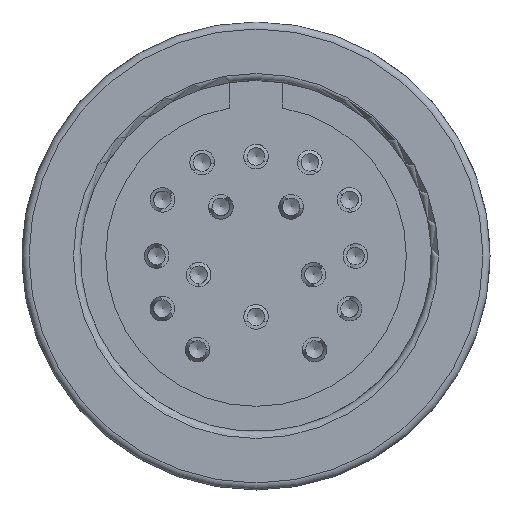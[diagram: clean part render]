
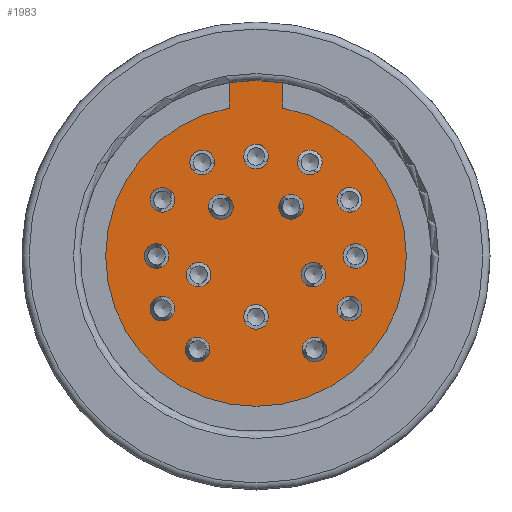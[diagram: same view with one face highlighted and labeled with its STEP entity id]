
A CAD part, left-side view. The second image highlights one B-rep face of the part: STEP entity #1983.
In plain terms, the highlighted planar face has unit normal (-1, 0, 0).
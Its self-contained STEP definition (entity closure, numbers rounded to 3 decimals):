
#296=PLANE('',#2678);
#445=EDGE_LOOP('',(#943));
#446=EDGE_LOOP('',(#944));
#447=EDGE_LOOP('',(#945));
#448=EDGE_LOOP('',(#946));
#449=EDGE_LOOP('',(#947));
#450=EDGE_LOOP('',(#948));
#451=EDGE_LOOP('',(#949));
#452=EDGE_LOOP('',(#950));
#453=EDGE_LOOP('',(#951));
#454=EDGE_LOOP('',(#952));
#455=EDGE_LOOP('',(#953));
#456=EDGE_LOOP('',(#954));
#457=EDGE_LOOP('',(#955));
#458=EDGE_LOOP('',(#956));
#459=EDGE_LOOP('',(#957));
#460=EDGE_LOOP('',(#958));
#461=EDGE_LOOP('',(#959,#960,#961,#962));
#720=CIRCLE('',#2660,0.525);
#721=CIRCLE('',#2661,0.525);
#722=CIRCLE('',#2662,0.525);
#723=CIRCLE('',#2663,0.525);
#724=CIRCLE('',#2664,0.525);
#725=CIRCLE('',#2665,0.525);
#726=CIRCLE('',#2666,0.525);
#727=CIRCLE('',#2667,0.525);
#728=CIRCLE('',#2668,0.525);
#729=CIRCLE('',#2669,0.525);
#730=CIRCLE('',#2670,0.525);
#731=CIRCLE('',#2671,0.525);
#732=CIRCLE('',#2672,0.525);
#733=CIRCLE('',#2673,0.525);
#734=CIRCLE('',#2674,0.525);
#735=CIRCLE('',#2675,0.525);
#736=CIRCLE('',#2676,7.5);
#737=CIRCLE('',#2677,6.425);
#943=ORIENTED_EDGE('',*,*,#1509,.F.);
#944=ORIENTED_EDGE('',*,*,#1510,.F.);
#945=ORIENTED_EDGE('',*,*,#1511,.F.);
#946=ORIENTED_EDGE('',*,*,#1512,.F.);
#947=ORIENTED_EDGE('',*,*,#1513,.F.);
#948=ORIENTED_EDGE('',*,*,#1514,.F.);
#949=ORIENTED_EDGE('',*,*,#1515,.F.);
#950=ORIENTED_EDGE('',*,*,#1516,.F.);
#951=ORIENTED_EDGE('',*,*,#1517,.F.);
#952=ORIENTED_EDGE('',*,*,#1518,.F.);
#953=ORIENTED_EDGE('',*,*,#1519,.F.);
#954=ORIENTED_EDGE('',*,*,#1520,.F.);
#955=ORIENTED_EDGE('',*,*,#1521,.F.);
#956=ORIENTED_EDGE('',*,*,#1522,.F.);
#957=ORIENTED_EDGE('',*,*,#1523,.F.);
#958=ORIENTED_EDGE('',*,*,#1524,.F.);
#959=ORIENTED_EDGE('',*,*,#1525,.F.);
#960=ORIENTED_EDGE('',*,*,#1526,.F.);
#961=ORIENTED_EDGE('',*,*,#1527,.F.);
#962=ORIENTED_EDGE('',*,*,#1528,.F.);
#1509=EDGE_CURVE('',#2407,#2407,#720,.T.);
#1510=EDGE_CURVE('',#2408,#2408,#721,.T.);
#1511=EDGE_CURVE('',#2409,#2409,#722,.T.);
#1512=EDGE_CURVE('',#2410,#2410,#723,.T.);
#1513=EDGE_CURVE('',#2411,#2411,#724,.T.);
#1514=EDGE_CURVE('',#2412,#2412,#725,.T.);
#1515=EDGE_CURVE('',#2413,#2413,#726,.T.);
#1516=EDGE_CURVE('',#2414,#2414,#727,.T.);
#1517=EDGE_CURVE('',#2415,#2415,#728,.T.);
#1518=EDGE_CURVE('',#2416,#2416,#729,.T.);
#1519=EDGE_CURVE('',#2417,#2417,#730,.T.);
#1520=EDGE_CURVE('',#2418,#2418,#731,.T.);
#1521=EDGE_CURVE('',#2419,#2419,#732,.T.);
#1522=EDGE_CURVE('',#2420,#2420,#733,.T.);
#1523=EDGE_CURVE('',#2421,#2421,#734,.T.);
#1524=EDGE_CURVE('',#2422,#2422,#735,.T.);
#1525=EDGE_CURVE('',#2423,#2424,#1788,.T.);
#1526=EDGE_CURVE('',#2425,#2423,#736,.T.);
#1527=EDGE_CURVE('',#2426,#2425,#1789,.T.);
#1528=EDGE_CURVE('',#2424,#2426,#737,.T.);
#1788=LINE('',#3913,#1870);
#1789=LINE('',#3918,#1871);
#1870=VECTOR('',#3081,1.);
#1871=VECTOR('',#3084,1.);
#1983=ADVANCED_FACE('',(#2163,#2164,#2165,#2166,#2167,#2168,#2169,#2170,
#2171,#2172,#2173,#2174,#2175,#2176,#2177,#2178,#2179),#296,.T.);
#2163=FACE_BOUND('',#445,.T.);
#2164=FACE_BOUND('',#446,.T.);
#2165=FACE_BOUND('',#447,.T.);
#2166=FACE_BOUND('',#448,.T.);
#2167=FACE_BOUND('',#449,.T.);
#2168=FACE_BOUND('',#450,.T.);
#2169=FACE_BOUND('',#451,.T.);
#2170=FACE_BOUND('',#452,.T.);
#2171=FACE_BOUND('',#453,.T.);
#2172=FACE_BOUND('',#454,.T.);
#2173=FACE_BOUND('',#455,.T.);
#2174=FACE_BOUND('',#456,.T.);
#2175=FACE_BOUND('',#457,.T.);
#2176=FACE_BOUND('',#458,.T.);
#2177=FACE_BOUND('',#459,.T.);
#2178=FACE_BOUND('',#460,.T.);
#2179=FACE_BOUND('',#461,.T.);
#2407=VERTEX_POINT('',#3882);
#2408=VERTEX_POINT('',#3884);
#2409=VERTEX_POINT('',#3886);
#2410=VERTEX_POINT('',#3888);
#2411=VERTEX_POINT('',#3890);
#2412=VERTEX_POINT('',#3892);
#2413=VERTEX_POINT('',#3894);
#2414=VERTEX_POINT('',#3896);
#2415=VERTEX_POINT('',#3898);
#2416=VERTEX_POINT('',#3900);
#2417=VERTEX_POINT('',#3902);
#2418=VERTEX_POINT('',#3904);
#2419=VERTEX_POINT('',#3906);
#2420=VERTEX_POINT('',#3908);
#2421=VERTEX_POINT('',#3910);
#2422=VERTEX_POINT('',#3912);
#2423=VERTEX_POINT('',#3914);
#2424=VERTEX_POINT('',#3915);
#2425=VERTEX_POINT('',#3917);
#2426=VERTEX_POINT('',#3919);
#2660=AXIS2_PLACEMENT_3D('',#3881,#3049,#3050);
#2661=AXIS2_PLACEMENT_3D('',#3883,#3051,#3052);
#2662=AXIS2_PLACEMENT_3D('',#3885,#3053,#3054);
#2663=AXIS2_PLACEMENT_3D('',#3887,#3055,#3056);
#2664=AXIS2_PLACEMENT_3D('',#3889,#3057,#3058);
#2665=AXIS2_PLACEMENT_3D('',#3891,#3059,#3060);
#2666=AXIS2_PLACEMENT_3D('',#3893,#3061,#3062);
#2667=AXIS2_PLACEMENT_3D('',#3895,#3063,#3064);
#2668=AXIS2_PLACEMENT_3D('',#3897,#3065,#3066);
#2669=AXIS2_PLACEMENT_3D('',#3899,#3067,#3068);
#2670=AXIS2_PLACEMENT_3D('',#3901,#3069,#3070);
#2671=AXIS2_PLACEMENT_3D('',#3903,#3071,#3072);
#2672=AXIS2_PLACEMENT_3D('',#3905,#3073,#3074);
#2673=AXIS2_PLACEMENT_3D('',#3907,#3075,#3076);
#2674=AXIS2_PLACEMENT_3D('',#3909,#3077,#3078);
#2675=AXIS2_PLACEMENT_3D('',#3911,#3079,#3080);
#2676=AXIS2_PLACEMENT_3D('',#3916,#3082,#3083);
#2677=AXIS2_PLACEMENT_3D('',#3920,#3085,#3086);
#2678=AXIS2_PLACEMENT_3D('',#3921,#3087,#3088);
#3049=DIRECTION('',(-1.,0.,0.));
#3050=DIRECTION('',(0.,0.,1.));
#3051=DIRECTION('',(-1.,0.,0.));
#3052=DIRECTION('',(0.,0.,1.));
#3053=DIRECTION('',(-1.,0.,0.));
#3054=DIRECTION('',(0.,0.,1.));
#3055=DIRECTION('',(-1.,0.,0.));
#3056=DIRECTION('',(0.,0.,1.));
#3057=DIRECTION('',(-1.,0.,0.));
#3058=DIRECTION('',(0.,0.,1.));
#3059=DIRECTION('',(-1.,0.,0.));
#3060=DIRECTION('',(0.,0.,1.));
#3061=DIRECTION('',(-1.,0.,0.));
#3062=DIRECTION('',(0.,0.,1.));
#3063=DIRECTION('',(-1.,0.,0.));
#3064=DIRECTION('',(0.,0.,1.));
#3065=DIRECTION('',(-1.,0.,0.));
#3066=DIRECTION('',(0.,0.,1.));
#3067=DIRECTION('',(-1.,0.,0.));
#3068=DIRECTION('',(0.,0.,1.));
#3069=DIRECTION('',(-1.,0.,0.));
#3070=DIRECTION('',(0.,0.,1.));
#3071=DIRECTION('',(-1.,0.,0.));
#3072=DIRECTION('',(0.,0.,1.));
#3073=DIRECTION('',(-1.,0.,0.));
#3074=DIRECTION('',(0.,0.,1.));
#3075=DIRECTION('',(-1.,0.,0.));
#3076=DIRECTION('',(0.,0.,1.));
#3077=DIRECTION('',(-1.,0.,0.));
#3078=DIRECTION('',(0.,0.,1.));
#3079=DIRECTION('',(-1.,0.,0.));
#3080=DIRECTION('',(0.,0.,1.));
#3081=DIRECTION('',(0.,0.,-1.));
#3082=DIRECTION('',(1.,0.,0.));
#3083=DIRECTION('',(0.,0.,-1.));
#3084=DIRECTION('',(0.,0.,1.));
#3085=DIRECTION('',(1.,0.,0.));
#3086=DIRECTION('',(0.,0.,-1.));
#3087=DIRECTION('',(-1.,0.,0.));
#3088=DIRECTION('',(0.,0.,1.));
#3881=CARTESIAN_POINT('',(5.5,-4.25,0.));
#3882=CARTESIAN_POINT('',(5.5,-4.25,0.525));
#3883=CARTESIAN_POINT('',(5.5,-1.5,2.1));
#3884=CARTESIAN_POINT('',(5.5,-1.5,2.625));
#3885=CARTESIAN_POINT('',(5.5,-4.,-2.25));
#3886=CARTESIAN_POINT('',(5.5,-4.,-1.725));
#3887=CARTESIAN_POINT('',(5.5,4.25,0.));
#3888=CARTESIAN_POINT('',(5.5,4.25,0.525));
#3889=CARTESIAN_POINT('',(5.5,-2.45,-0.8));
#3890=CARTESIAN_POINT('',(5.5,-2.45,-0.275));
#3891=CARTESIAN_POINT('',(5.5,1.5,2.1));
#3892=CARTESIAN_POINT('',(5.5,1.5,2.625));
#3893=CARTESIAN_POINT('',(5.5,2.45,-0.8));
#3894=CARTESIAN_POINT('',(5.5,2.45,-0.275));
#3895=CARTESIAN_POINT('',(5.5,0.,4.25));
#3896=CARTESIAN_POINT('',(5.5,0.,4.775));
#3897=CARTESIAN_POINT('',(5.5,2.5,-4.));
#3898=CARTESIAN_POINT('',(5.5,2.5,-3.475));
#3899=CARTESIAN_POINT('',(5.5,-2.5,-4.));
#3900=CARTESIAN_POINT('',(5.5,-2.5,-3.475));
#3901=CARTESIAN_POINT('',(5.5,4.,2.4));
#3902=CARTESIAN_POINT('',(5.5,4.,2.925));
#3903=CARTESIAN_POINT('',(5.5,-4.,2.4));
#3904=CARTESIAN_POINT('',(5.5,-4.,2.925));
#3905=CARTESIAN_POINT('',(5.5,4.,-2.25));
#3906=CARTESIAN_POINT('',(5.5,4.,-1.725));
#3907=CARTESIAN_POINT('',(5.5,0.,-2.6));
#3908=CARTESIAN_POINT('',(5.5,0.,-2.075));
#3909=CARTESIAN_POINT('',(5.5,-2.3,4.));
#3910=CARTESIAN_POINT('',(5.5,-2.3,4.525));
#3911=CARTESIAN_POINT('',(5.5,2.3,4.));
#3912=CARTESIAN_POINT('',(5.5,2.3,4.525));
#3913=CARTESIAN_POINT('',(5.5,-1.15,0.));
#3914=CARTESIAN_POINT('',(5.5,-1.15,7.411));
#3915=CARTESIAN_POINT('',(5.5,-1.15,6.321));
#3916=CARTESIAN_POINT('',(5.5,0.,0.));
#3917=CARTESIAN_POINT('',(5.5,1.15,7.411));
#3918=CARTESIAN_POINT('',(5.5,1.15,0.));
#3919=CARTESIAN_POINT('',(5.5,1.15,6.321));
#3920=CARTESIAN_POINT('',(5.5,0.,0.));
#3921=CARTESIAN_POINT('',(5.5,0.,0.));
